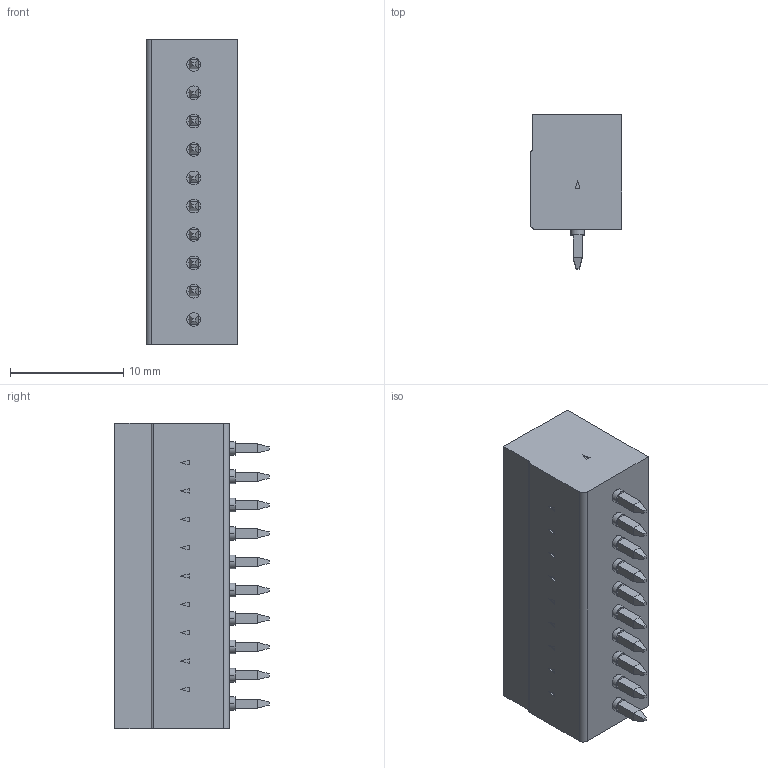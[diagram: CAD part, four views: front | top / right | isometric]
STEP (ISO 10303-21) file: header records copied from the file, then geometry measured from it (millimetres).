
FILE_DESCRIPTION(('FreeCAD Model'),'2;1');
FILE_NAME('mcv_0.5-10-g-2.5.step','2018-02-09T15:53:18', ('kicad StepUp'),('ksu MCAD'),'Open CASCADE STEP processor 6.8', 'FreeCAD','Unknown');
FILE_SCHEMA(('AUTOMOTIVE_DESIGN_CC2 { 1 2 10303 214 -1 1 5 4 }'));
Length unit declared in the file: millimetre
Products named in the file (1): mcv_0.5-10-g-2.5
Bounding box: 8.1 x 13.6 x 26.9 mm (x, y, z)
Volume: 1542.2 mm3; surface area: 2062.5 mm2
Topology: 1 solids, 1 shells, 524 faces, 1332 edges, 863 vertices
Faces by surface type: plane 439, cylinder 85
Entity records: 19229 total; most frequent: CARTESIAN_POINT 2720, ORIENTED_EDGE 2664, DIRECTION 2574, EDGE_CURVE 1332, LINE 1140, VECTOR 1140, VERTEX_POINT 863, AXIS2_PLACEMENT_3D 717
